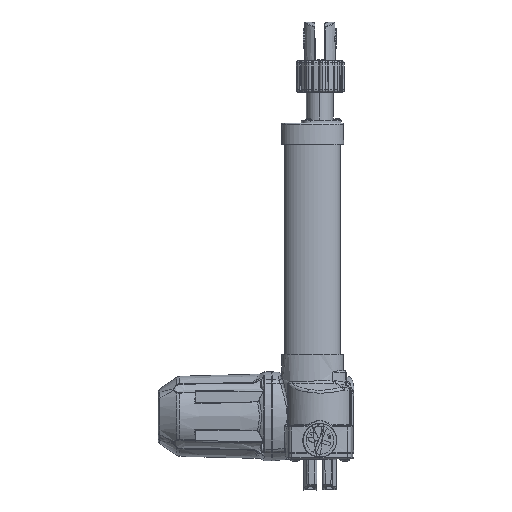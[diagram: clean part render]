
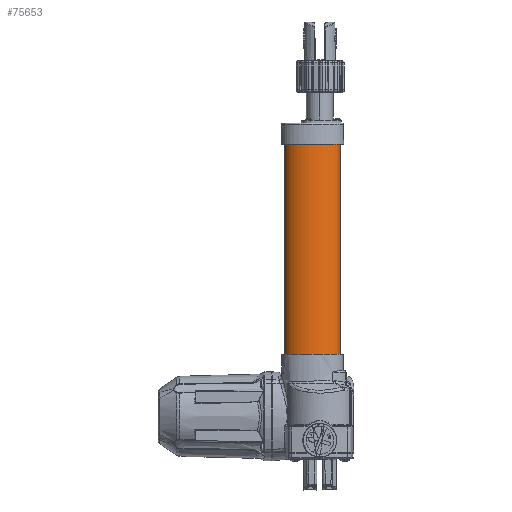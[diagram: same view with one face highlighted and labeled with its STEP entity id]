
A CAD part, front view. The second image highlights one B-rep face of the part: STEP entity #75653.
In plain terms, the highlighted free-form (B-spline) face has degree [3, 1] with [4, 2] control points.
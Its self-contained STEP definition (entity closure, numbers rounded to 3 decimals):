
#242 = EDGE_CURVE ( 'NONE', #80772, #80771, #37280, .T. ) ;
#536 = EDGE_CURVE ( 'NONE', #80762, #80761, #37589, .T. ) ;
#8901 = ORIENTED_EDGE ( 'NONE', *, *, #85980, .F. ) ;
#8903 = ORIENTED_EDGE ( 'NONE', *, *, #536, .T. ) ;
#8905 = ORIENTED_EDGE ( 'NONE', *, *, #85984, .T. ) ;
#8908 = ORIENTED_EDGE ( 'NONE', *, *, #242, .F. ) ;
#15603 = LINE ( 'NONE', #24834, #15612 ) ;
#15612 = VECTOR ( 'NONE', #24845, 1000. ) ;
#15614 = LINE ( 'NONE', #24861, #15618 ) ;
#15618 = VECTOR ( 'NONE', #24864, 1000. ) ;
#24834 = CARTESIAN_POINT ( 'NONE',  ( -31.5, 0., 22.8 ) ) ;
#24845 = DIRECTION ( 'NONE',  ( 0., 0., 1. ) ) ;
#24861 = CARTESIAN_POINT ( 'NONE',  ( 18.5, 0., 22.8 ) ) ;
#24864 = DIRECTION ( 'NONE',  ( 0., 0., 1. ) ) ;
#35567 = CARTESIAN_POINT ( 'NONE',  ( -31.5, -32., 244. ) ) ;
#35570 = CARTESIAN_POINT ( 'NONE',  ( 18.5, -32., 244. ) ) ;
#35583 = CARTESIAN_POINT ( 'NONE',  ( -31.5, 0., 244. ) ) ;
#35585 = CARTESIAN_POINT ( 'NONE',  ( 18.5, 0., 244. ) ) ;
#36777 = CARTESIAN_POINT ( 'NONE',  ( 18.5, -32., 55.5 ) ) ;
#36778 = CARTESIAN_POINT ( 'NONE',  ( -31.5, -32., 55.5 ) ) ;
#36802 = CARTESIAN_POINT ( 'NONE',  ( -31.5, 0., 55.5 ) ) ;
#36804 = CARTESIAN_POINT ( 'NONE',  ( 18.5, 0., 55.5 ) ) ;
#37280 =( BOUNDED_CURVE ( )  B_SPLINE_CURVE ( 3, ( #35583, #35567, #35570, #35585 ),
 .UNSPECIFIED., .F., .F. ) 
 B_SPLINE_CURVE_WITH_KNOTS ( ( 4, 4 ),
 ( 3.142, 6.283 ),
 .UNSPECIFIED. ) 
 CURVE ( )  GEOMETRIC_REPRESENTATION_ITEM ( )  RATIONAL_B_SPLINE_CURVE ( ( 1., 0.333, 0.333, 1. ) ) 
 REPRESENTATION_ITEM ( '' )  );
#37589 =( BOUNDED_CURVE ( )  B_SPLINE_CURVE ( 3, ( #36802, #36778, #36777, #36804 ),
 .UNSPECIFIED., .F., .F. ) 
 B_SPLINE_CURVE_WITH_KNOTS ( ( 4, 4 ),
 ( 3.142, 6.283 ),
 .UNSPECIFIED. ) 
 CURVE ( )  GEOMETRIC_REPRESENTATION_ITEM ( )  RATIONAL_B_SPLINE_CURVE ( ( 1., 0.333, 0.333, 1. ) ) 
 REPRESENTATION_ITEM ( '' )  );
#47472 = FACE_OUTER_BOUND ( 'NONE', #89416, .T. ) ;
#58658 =( BOUNDED_SURFACE ( )  B_SPLINE_SURFACE ( 3, 1, ( 
 ( #88724, #88722 ),
 ( #88744, #88746 ),
 ( #88748, #88750 ),
 ( #88751, #88753 ) ),
 .UNSPECIFIED., .F., .F., .F. ) 
 B_SPLINE_SURFACE_WITH_KNOTS ( ( 4, 4 ),
 ( 2, 2 ),
 ( 0., 1. ),
 ( 0., 1. ),
 .UNSPECIFIED. ) 
 GEOMETRIC_REPRESENTATION_ITEM ( )  RATIONAL_B_SPLINE_SURFACE ( (
 ( 1., 1.),
 ( 0.333, 0.333),
 ( 0.333, 0.333),
 ( 1., 1.) ) ) 
 REPRESENTATION_ITEM ( '' )  SURFACE ( )  );
#75653 = ADVANCED_FACE ( 'NONE', ( #47472 ), #58658, .F. ) ;
#80761 = VERTEX_POINT ( 'NONE', #91430 ) ;
#80762 = VERTEX_POINT ( 'NONE', #91432 ) ;
#80771 = VERTEX_POINT ( 'NONE', #91449 ) ;
#80772 = VERTEX_POINT ( 'NONE', #91450 ) ;
#85980 = EDGE_CURVE ( 'NONE', #80762, #80772, #15603, .T. ) ;
#85984 = EDGE_CURVE ( 'NONE', #80761, #80771, #15614, .T. ) ;
#88722 = CARTESIAN_POINT ( 'NONE',  ( 18.5, 0., 244. ) ) ;
#88724 = CARTESIAN_POINT ( 'NONE',  ( 18.5, 0., 55.5 ) ) ;
#88744 = CARTESIAN_POINT ( 'NONE',  ( 18.5, -32., 55.5 ) ) ;
#88746 = CARTESIAN_POINT ( 'NONE',  ( 18.5, -32., 244. ) ) ;
#88748 = CARTESIAN_POINT ( 'NONE',  ( -31.5, -32., 55.5 ) ) ;
#88750 = CARTESIAN_POINT ( 'NONE',  ( -31.5, -32., 244. ) ) ;
#88751 = CARTESIAN_POINT ( 'NONE',  ( -31.5, 0., 55.5 ) ) ;
#88753 = CARTESIAN_POINT ( 'NONE',  ( -31.5, 0., 244. ) ) ;
#89416 = EDGE_LOOP ( 'NONE', ( #8901, #8903, #8905, #8908 ) ) ;
#91430 = CARTESIAN_POINT ( 'NONE',  ( 18.5, 0., 55.5 ) ) ;
#91432 = CARTESIAN_POINT ( 'NONE',  ( -31.5, 0., 55.5 ) ) ;
#91449 = CARTESIAN_POINT ( 'NONE',  ( 18.5, 0., 244. ) ) ;
#91450 = CARTESIAN_POINT ( 'NONE',  ( -31.5, 0., 244. ) ) ;
